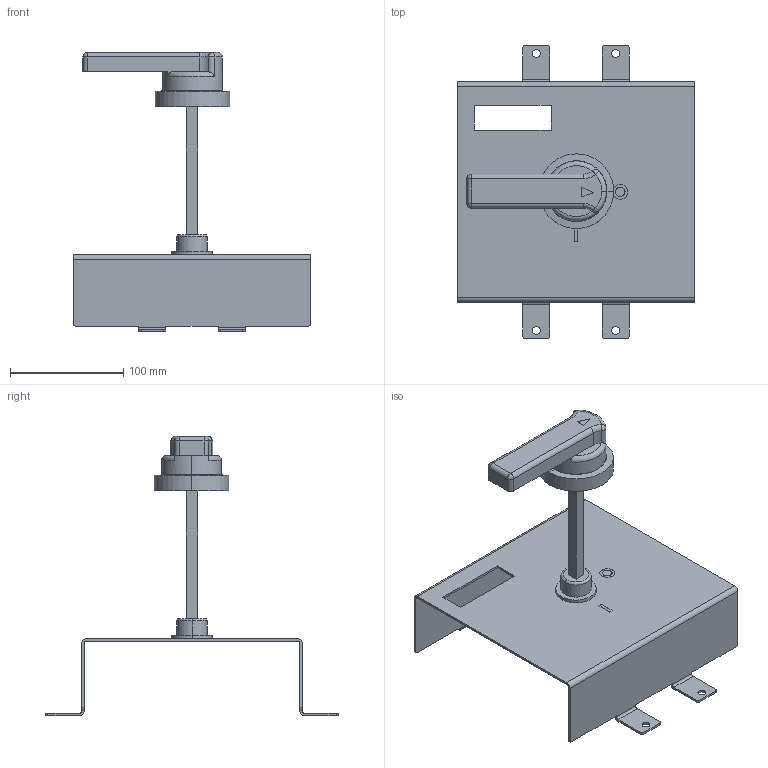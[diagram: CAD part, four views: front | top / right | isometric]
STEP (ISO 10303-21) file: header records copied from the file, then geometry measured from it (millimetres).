
FILE_DESCRIPTION (( 'STEP AP214' ), '1' );
FILE_NAME ('畜黜铋 镱忸痤蝽 镳桠钿 AV POWER-4.STEP', '2018-08-21T07:40:36', ( '' ), ( '' ), 'SwSTEP 2.0', 'SolidWorks 2017', '' );
FILE_SCHEMA (( 'AUTOMOTIVE_DESIGN' ));
Length unit declared in the file: millimetre
Products named in the file (1): 畜黜铋 镱忸痤蝽 镳桠钿 AV POWER-4
Bounding box: 210 x 259 x 247.2 mm (x, y, z)
Volume: 305278.9 mm3; surface area: 165863.1 mm2
Topology: 1 solids, 1 shells, 131 faces, 347 edges, 223 vertices
Faces by surface type: plane 64, cylinder 53, torus 8, sphere 4, cone 2
Entity records: 4150 total; most frequent: CARTESIAN_POINT 774, DIRECTION 724, ORIENTED_EDGE 682, EDGE_CURVE 341, AXIS2_PLACEMENT_3D 257, VERTEX_POINT 221, LINE 210, VECTOR 210
